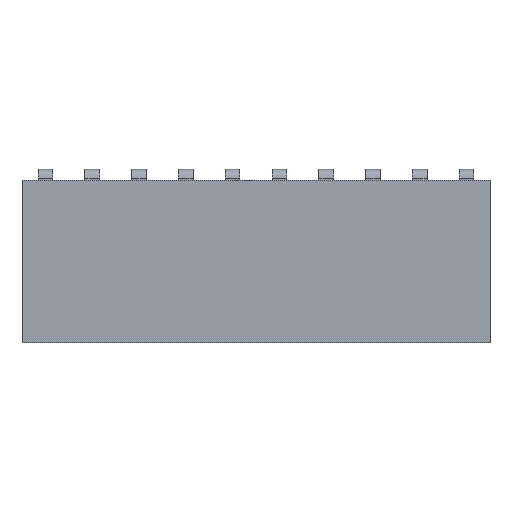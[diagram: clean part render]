
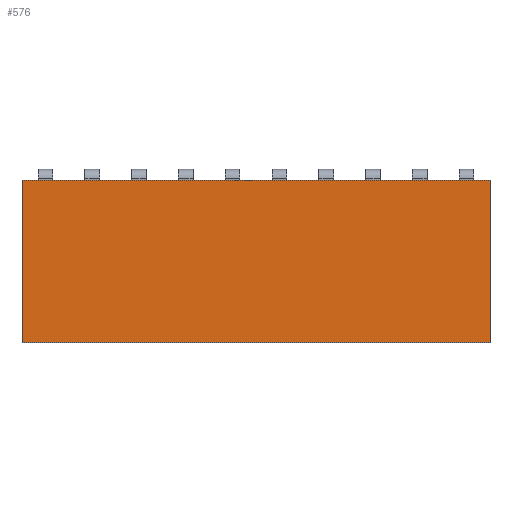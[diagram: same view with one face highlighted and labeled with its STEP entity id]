
A CAD part, top view. The second image highlights one B-rep face of the part: STEP entity #576.
In plain terms, the highlighted planar face has unit normal (0, 0, 1).
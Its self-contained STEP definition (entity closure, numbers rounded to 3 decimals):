
#576=ADVANCED_FACE('',(#5902),#5904,.T.);
#5902=FACE_BOUND('',#5903,.T.);
#5903=EDGE_LOOP('',(#10109,#10110,#10111,#10112));
#5904=PLANE('',#5905);
#5905=AXIS2_PLACEMENT_3D('',#5906,#5907,#5908);
#5906=CARTESIAN_POINT('',(-0.635,-4.625,1.8));
#5907=DIRECTION('',(0.,0.,1.));
#5908=DIRECTION('',(1.,0.,0.));
#10109=ORIENTED_EDGE('',*,*,#13203,.T.);
#10110=ORIENTED_EDGE('',*,*,#13200,.T.);
#10111=ORIENTED_EDGE('',*,*,#13116,.F.);
#10112=ORIENTED_EDGE('',*,*,#13124,.F.);
#13116=EDGE_CURVE('',#14817,#14819,#14820,.T.);
#13124=EDGE_CURVE('',#14830,#14817,#14832,.T.);
#13200=EDGE_CURVE('',#14948,#14819,#14949,.T.);
#13203=EDGE_CURVE('',#14830,#14948,#14953,.T.);
#14817=VERTEX_POINT('',#17655);
#14819=VERTEX_POINT('',#17659);
#14820=LINE('',#17660,#17661);
#14830=VERTEX_POINT('',#17684);
#14832=LINE('',#17688,#17689);
#14948=VERTEX_POINT('',#17956);
#14949=LINE('',#17957,#17958);
#14953=LINE('',#17967,#17968);
#17655=CARTESIAN_POINT('',(-0.635,-0.225,1.8));
#17659=CARTESIAN_POINT('',(12.065,-0.225,1.8));
#17660=CARTESIAN_POINT('',(-0.635,-0.225,1.8));
#17661=VECTOR('',#17662,1.);
#17662=DIRECTION('',(1.,0.,0.));
#17684=CARTESIAN_POINT('',(-0.635,-4.625,1.8));
#17688=CARTESIAN_POINT('',(-0.635,-4.625,1.8));
#17689=VECTOR('',#17690,1.);
#17690=DIRECTION('',(0.,1.,0.));
#17956=CARTESIAN_POINT('',(12.065,-4.625,1.8));
#17957=CARTESIAN_POINT('',(12.065,-4.625,1.8));
#17958=VECTOR('',#17959,1.);
#17959=DIRECTION('',(0.,1.,0.));
#17967=CARTESIAN_POINT('',(-0.635,-4.625,1.8));
#17968=VECTOR('',#17969,1.);
#17969=DIRECTION('',(1.,0.,0.));
